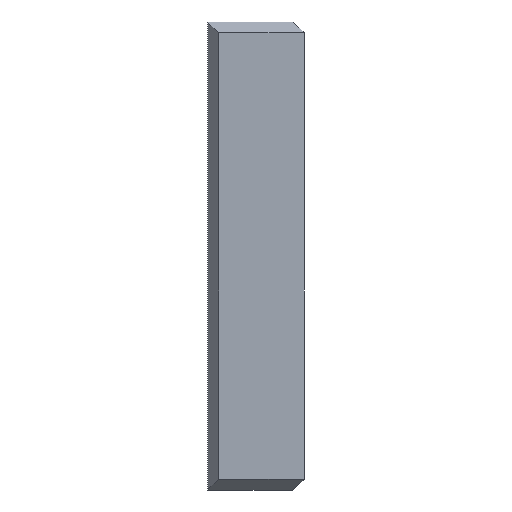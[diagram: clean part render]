
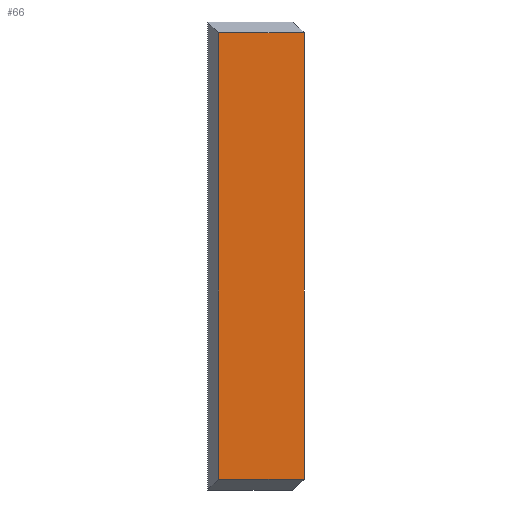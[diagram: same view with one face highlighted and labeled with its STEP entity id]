
A CAD part, top view. The second image highlights one B-rep face of the part: STEP entity #66.
In plain terms, the highlighted planar face has unit normal (0, 0, 1).
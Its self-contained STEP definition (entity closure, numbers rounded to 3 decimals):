
#27=CARTESIAN_POINT('',(0.,0.,10.));
#28=DIRECTION('',(0.,0.,1.));
#29=DIRECTION('',(1.,0.,0.));
#30=AXIS2_PLACEMENT_3D('',#27,#28,#29);
#31=PLANE('',#30);
#32=CARTESIAN_POINT('',(84.49,9.5,10.));
#33=VERTEX_POINT('',#32);
#34=CARTESIAN_POINT('',(84.49,399.5,10.));
#35=VERTEX_POINT('',#34);
#36=CARTESIAN_POINT('',(84.49,9.5,10.));
#37=DIRECTION('',(0.,1.,0.));
#38=VECTOR('',#37,390.);
#39=LINE('',#36,#38);
#40=EDGE_CURVE('',#33,#35,#39,.T.);
#41=ORIENTED_EDGE('',*,*,#40,.T.);
#42=CARTESIAN_POINT('',(9.49,399.5,10.));
#43=VERTEX_POINT('',#42);
#44=CARTESIAN_POINT('',(84.49,399.5,10.));
#45=DIRECTION('',(-1.,0.,0.));
#46=VECTOR('',#45,75.);
#47=LINE('',#44,#46);
#48=EDGE_CURVE('',#35,#43,#47,.T.);
#49=ORIENTED_EDGE('',*,*,#48,.T.);
#50=CARTESIAN_POINT('',(9.49,9.5,10.));
#51=VERTEX_POINT('',#50);
#52=CARTESIAN_POINT('',(9.49,399.5,10.));
#53=DIRECTION('',(0.,-1.,0.));
#54=VECTOR('',#53,390.);
#55=LINE('',#52,#54);
#56=EDGE_CURVE('',#43,#51,#55,.T.);
#57=ORIENTED_EDGE('',*,*,#56,.T.);
#58=CARTESIAN_POINT('',(84.49,9.5,10.));
#59=DIRECTION('',(-1.,0.,0.));
#60=VECTOR('',#59,75.);
#61=LINE('',#58,#60);
#62=EDGE_CURVE('',#33,#51,#61,.T.);
#63=ORIENTED_EDGE('',*,*,#62,.F.);
#64=EDGE_LOOP('',(#41,#49,#57,#63));
#65=FACE_BOUND('',#64,.T.);
#66=ADVANCED_FACE('',(#65),#31,.T.);
